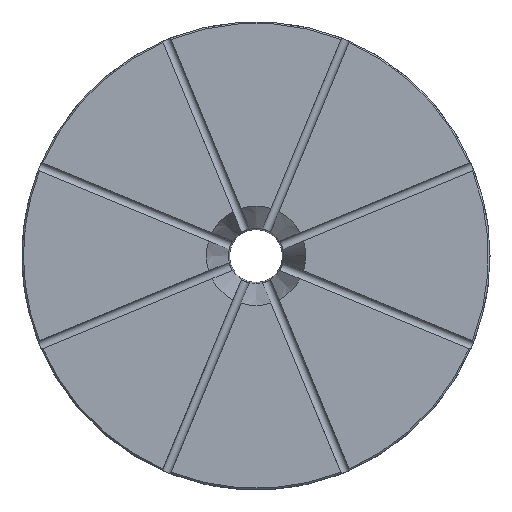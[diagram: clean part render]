
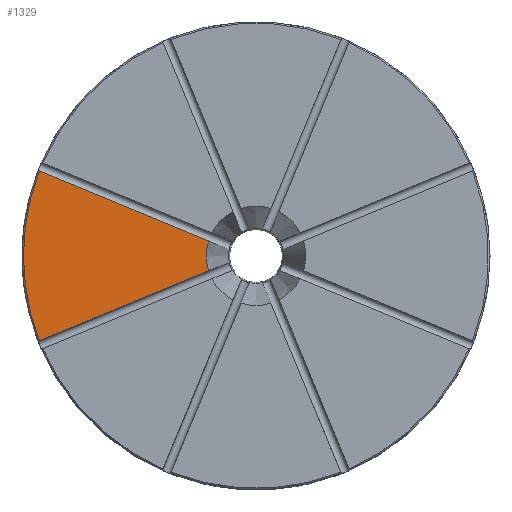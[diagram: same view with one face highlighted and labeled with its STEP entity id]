
A CAD part, top view. The second image highlights one B-rep face of the part: STEP entity #1329.
In plain terms, the highlighted planar face has unit normal (0, 0, 1).
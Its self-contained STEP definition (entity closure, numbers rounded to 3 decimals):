
#27 = DIRECTION ( 'NONE',  ( -1., 0., 0. ) ) ;
#32 = PLANE ( 'NONE',  #531 ) ;
#531 = AXIS2_PLACEMENT_3D ( 'NONE', #1535, #1938, #3832 ) ;
#797 = CIRCLE ( 'NONE', #3776, 79.5 ) ;
#817 = CARTESIAN_POINT ( 'NONE',  ( -16.219, -5.094, 40. ) ) ;
#853 = DIRECTION ( 'NONE',  ( 0., 0., 1. ) ) ;
#1140 = VECTOR ( 'NONE', #3333, 1000. ) ;
#1246 = VERTEX_POINT ( 'NONE', #817 ) ;
#1320 = CARTESIAN_POINT ( 'NONE',  ( 0., 0., 40. ) ) ;
#1329 = ADVANCED_FACE ( 'NONE', ( #4806 ), #32, .F. ) ;
#1345 = CIRCLE ( 'NONE', #6042, 17. ) ;
#1365 = ORIENTED_EDGE ( 'NONE', *, *, #2163, .T. ) ;
#1535 = CARTESIAN_POINT ( 'NONE',  ( 0., 17., 40. ) ) ;
#1657 = DIRECTION ( 'NONE',  ( 0., 0., 1. ) ) ;
#1688 = CARTESIAN_POINT ( 'NONE',  ( 0., 0., 40. ) ) ;
#1938 = DIRECTION ( 'NONE',  ( 0., 0., -1. ) ) ;
#1996 = DIRECTION ( 'NONE',  ( 0., 0., 1. ) ) ;
#2018 = ORIENTED_EDGE ( 'NONE', *, *, #5976, .T. ) ;
#2163 = EDGE_CURVE ( 'NONE', #3583, #1246, #3242, .T. ) ;
#2418 = VERTEX_POINT ( 'NONE', #3576 ) ;
#2429 = EDGE_CURVE ( 'NONE', #2418, #1246, #1345, .T. ) ;
#2559 = VECTOR ( 'NONE', #6079, 1000. ) ;
#2589 = CARTESIAN_POINT ( 'NONE',  ( -79.5, 0., 40. ) ) ;
#3242 = LINE ( 'NONE', #5121, #1140 ) ;
#3251 = DIRECTION ( 'NONE',  ( -1., 0., 0. ) ) ;
#3295 = EDGE_LOOP ( 'NONE', ( #3858, #5057, #2018, #1365, #5117 ) ) ;
#3333 = DIRECTION ( 'NONE',  ( 0.924, 0.383, 0. ) ) ;
#3576 = CARTESIAN_POINT ( 'NONE',  ( -16.219, 5.094, 40. ) ) ;
#3583 = VERTEX_POINT ( 'NONE', #6052 ) ;
#3758 = LINE ( 'NONE', #6110, #2559 ) ;
#3776 = AXIS2_PLACEMENT_3D ( 'NONE', #3860, #1996, #27 ) ;
#3832 = DIRECTION ( 'NONE',  ( -1., 0., 0. ) ) ;
#3858 = ORIENTED_EDGE ( 'NONE', *, *, #4632, .F. ) ;
#3860 = CARTESIAN_POINT ( 'NONE',  ( 0., 0., 40. ) ) ;
#4076 = DIRECTION ( 'NONE',  ( 1., 0., 0. ) ) ;
#4628 = CARTESIAN_POINT ( 'NONE',  ( -74.009, 29.032, 40. ) ) ;
#4632 = EDGE_CURVE ( 'NONE', #5822, #2418, #3758, .T. ) ;
#4687 = AXIS2_PLACEMENT_3D ( 'NONE', #1320, #853, #3251 ) ;
#4806 = FACE_OUTER_BOUND ( 'NONE', #3295, .T. ) ;
#4994 = CIRCLE ( 'NONE', #4687, 79.5 ) ;
#5057 = ORIENTED_EDGE ( 'NONE', *, *, #5637, .T. ) ;
#5117 = ORIENTED_EDGE ( 'NONE', *, *, #2429, .F. ) ;
#5121 = CARTESIAN_POINT ( 'NONE',  ( 5.436, 3.875, 40. ) ) ;
#5637 = EDGE_CURVE ( 'NONE', #5822, #6121, #797, .T. ) ;
#5822 = VERTEX_POINT ( 'NONE', #4628 ) ;
#5976 = EDGE_CURVE ( 'NONE', #6121, #3583, #4994, .T. ) ;
#6042 = AXIS2_PLACEMENT_3D ( 'NONE', #1688, #1657, #4076 ) ;
#6052 = CARTESIAN_POINT ( 'NONE',  ( -74.009, -29.032, 40. ) ) ;
#6079 = DIRECTION ( 'NONE',  ( 0.924, -0.383, 0. ) ) ;
#6110 = CARTESIAN_POINT ( 'NONE',  ( -6.584, 1.104, 40. ) ) ;
#6121 = VERTEX_POINT ( 'NONE', #2589 ) ;
